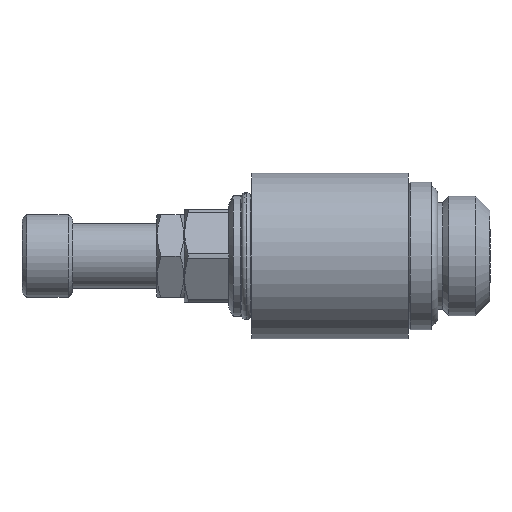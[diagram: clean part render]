
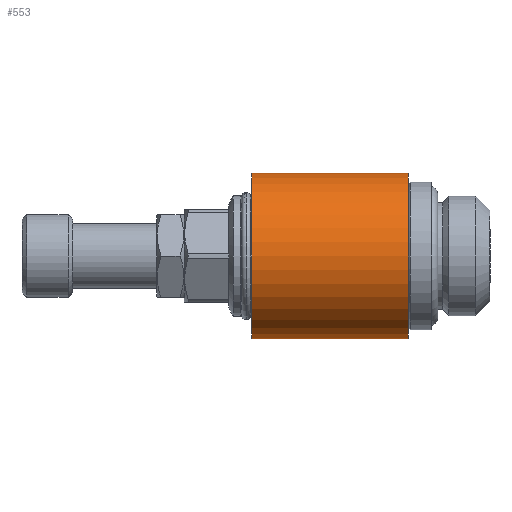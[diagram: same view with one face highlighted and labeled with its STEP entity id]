
A CAD part, left-side view. The second image highlights one B-rep face of the part: STEP entity #553.
In plain terms, the highlighted cylindrical face has radius 9 mm (diameter 18 mm), a partial arc.
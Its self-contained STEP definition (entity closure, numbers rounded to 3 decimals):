
#234 = VERTEX_POINT ( 'NONE', #1736 ) ;
#247 = ORIENTED_EDGE ( 'NONE', *, *, #369, .F. ) ;
#369 = EDGE_CURVE ( 'NONE', #234, #373, #2035, .T. ) ;
#373 = VERTEX_POINT ( 'NONE', #1993 ) ;
#405 = VERTEX_POINT ( 'NONE', #2052 ) ;
#422 = EDGE_CURVE ( 'NONE', #451, #405, #2129, .T. ) ;
#451 = VERTEX_POINT ( 'NONE', #2316 ) ;
#508 = ORIENTED_EDGE ( 'NONE', *, *, #626, .F. ) ;
#509 = ORIENTED_EDGE ( 'NONE', *, *, #572, .F. ) ;
#520 = ORIENTED_EDGE ( 'NONE', *, *, #422, .T. ) ;
#553 = ADVANCED_FACE ( 'NONE', ( #2643 ), #2636, .T. ) ;
#569 = EDGE_LOOP ( 'NONE', ( #247, #509, #520, #508 ) ) ;
#572 = EDGE_CURVE ( 'NONE', #451, #234, #2619, .T. ) ;
#626 = EDGE_CURVE ( 'NONE', #373, #405, #2814, .T. ) ;
#1736 = CARTESIAN_POINT ( 'NONE',  ( 0., 9.2, -9. ) ) ;
#1993 = CARTESIAN_POINT ( 'NONE',  ( 0., 26.2, -9. ) ) ;
#1994 = DIRECTION ( 'NONE',  ( 0., 1., 0. ) ) ;
#1995 = VECTOR ( 'NONE', #1994, 1000. ) ;
#1996 = CARTESIAN_POINT ( 'NONE',  ( 0., 31.286, -9. ) ) ;
#2035 = LINE ( 'NONE', #1996, #1995 ) ;
#2052 = CARTESIAN_POINT ( 'NONE',  ( 0., 26.2, 9. ) ) ;
#2126 = DIRECTION ( 'NONE',  ( 0., 1., 0. ) ) ;
#2127 = VECTOR ( 'NONE', #2126, 1000. ) ;
#2128 = CARTESIAN_POINT ( 'NONE',  ( 0., 31.286, 9. ) ) ;
#2129 = LINE ( 'NONE', #2128, #2127 ) ;
#2316 = CARTESIAN_POINT ( 'NONE',  ( 0., 9.2, 9. ) ) ;
#2590 = DIRECTION ( 'NONE',  ( 0., 0., 1. ) ) ;
#2591 = AXIS2_PLACEMENT_3D ( 'NONE', #2635, #2624, #2590 ) ;
#2602 = DIRECTION ( 'NONE',  ( 0., 0., -1. ) ) ;
#2603 = DIRECTION ( 'NONE',  ( 0., -1., 0. ) ) ;
#2604 = CARTESIAN_POINT ( 'NONE',  ( 0., 9.2, 0. ) ) ;
#2605 = AXIS2_PLACEMENT_3D ( 'NONE', #2604, #2603, #2602 ) ;
#2619 = CIRCLE ( 'NONE', #2605, 9. ) ;
#2624 = DIRECTION ( 'NONE',  ( 0., 1., 0. ) ) ;
#2635 = CARTESIAN_POINT ( 'NONE',  ( 0., 31.286, 0. ) ) ;
#2636 = CYLINDRICAL_SURFACE ( 'NONE', #2591, 9. ) ;
#2643 = FACE_OUTER_BOUND ( 'NONE', #569, .T. ) ;
#2814 = CIRCLE ( 'NONE', #2849, 9. ) ;
#2837 = DIRECTION ( 'NONE',  ( 0., 0., 1. ) ) ;
#2838 = DIRECTION ( 'NONE',  ( 0., 1., 0. ) ) ;
#2848 = CARTESIAN_POINT ( 'NONE',  ( 0., 26.2, 0. ) ) ;
#2849 = AXIS2_PLACEMENT_3D ( 'NONE', #2848, #2838, #2837 ) ;
